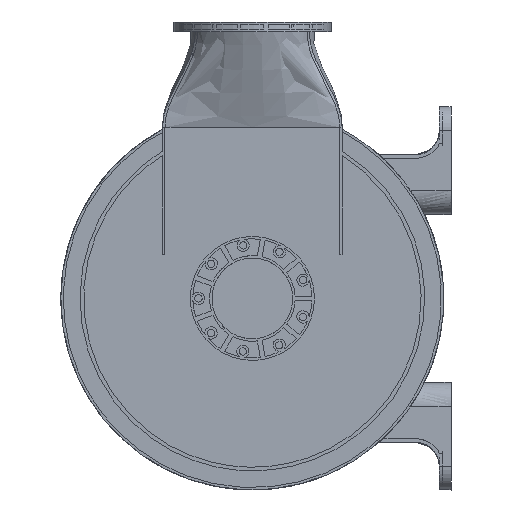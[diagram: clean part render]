
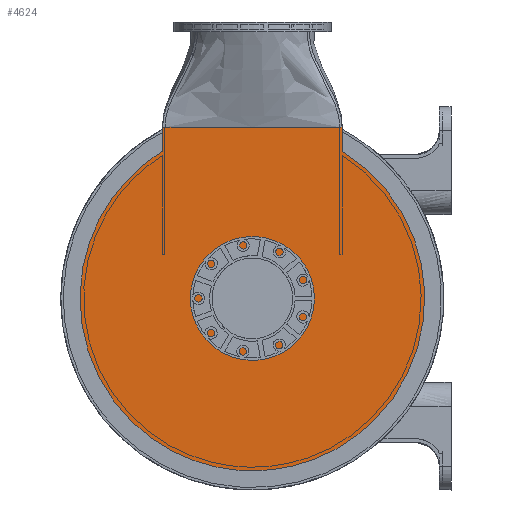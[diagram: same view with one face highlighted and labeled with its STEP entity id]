
A CAD part, left-side view. The second image highlights one B-rep face of the part: STEP entity #4624.
In plain terms, the highlighted free-form (B-spline) face has degree [1, 1] with [2, 2] control points.
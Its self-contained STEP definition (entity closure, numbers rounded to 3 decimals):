
#4540 = VERTEX_POINT('',#4541);
#4541 = CARTESIAN_POINT('',(-1243.236,-192.536,
    -137.618));
#4548 = EDGE_CURVE('',#4549,#4540,#4551,.T.);
#4549 = VERTEX_POINT('',#4550);
#4550 = CARTESIAN_POINT('',(-1243.235,-192.536,
    -161.109));
#4551 = B_SPLINE_CURVE_WITH_KNOTS('',1,(#4552,#4553),.UNSPECIFIED.,.F.,
  .F.,(2,2),(100.,120.),.PIECEWISE_BEZIER_KNOTS.);
#4552 = CARTESIAN_POINT('',(-1243.235,-192.536,
    -161.109));
#4553 = CARTESIAN_POINT('',(-1243.235,-192.536,
    -137.618));
#4598 = VERTEX_POINT('',#4599);
#4599 = CARTESIAN_POINT('',(-1243.235,-16.357,
    -161.109));
#4604 = EDGE_CURVE('',#4598,#4605,#4607,.T.);
#4605 = VERTEX_POINT('',#4606);
#4606 = CARTESIAN_POINT('',(-1243.236,-16.357,
    -137.618));
#4607 = B_SPLINE_CURVE_WITH_KNOTS('',1,(#4608,#4609),.UNSPECIFIED.,.F.,
  .F.,(2,2),(100.,120.),.PIECEWISE_BEZIER_KNOTS.);
#4608 = CARTESIAN_POINT('',(-1243.235,-16.357,
    -161.109));
#4609 = CARTESIAN_POINT('',(-1243.235,-16.357,
    -137.618));
#4624 = ADVANCED_FACE('',(#4625,#4660),#4674,.T.);
#4625 = FACE_BOUND('',#4626,.T.);
#4626 = EDGE_LOOP('',(#4627,#4628,#4637,#4644,#4651,#4652));
#4627 = ORIENTED_EDGE('',*,*,#4548,.T.);
#4628 = ORIENTED_EDGE('',*,*,#4629,.T.);
#4629 = EDGE_CURVE('',#4540,#4630,#4632,.T.);
#4630 = VERTEX_POINT('',#4631);
#4631 = CARTESIAN_POINT('',(-1243.235,-190.187,
    -137.618));
#4632 = B_SPLINE_CURVE_WITH_KNOTS('',3,(#4633,#4634,#4635,#4636),
  .UNSPECIFIED.,.F.,.F.,(4,4),(0.,1.),.PIECEWISE_BEZIER_KNOTS.);
#4633 = CARTESIAN_POINT('',(-1243.236,-192.536,
    -137.618));
#4634 = CARTESIAN_POINT('',(-1243.235,-191.753,
    -137.618));
#4635 = CARTESIAN_POINT('',(-1243.235,-190.97,
    -137.618));
#4636 = CARTESIAN_POINT('',(-1243.235,-190.187,
    -137.618));
#4637 = ORIENTED_EDGE('',*,*,#4638,.T.);
#4638 = EDGE_CURVE('',#4630,#4639,#4641,.T.);
#4639 = VERTEX_POINT('',#4640);
#4640 = CARTESIAN_POINT('',(-1243.235,-18.707,
    -137.618));
#4641 = B_SPLINE_CURVE_WITH_KNOTS('',1,(#4642,#4643),.UNSPECIFIED.,.F.,
  .F.,(2,2),(2.,148.),.PIECEWISE_BEZIER_KNOTS.);
#4642 = CARTESIAN_POINT('',(-1243.235,-190.187,
    -137.618));
#4643 = CARTESIAN_POINT('',(-1243.235,-18.707,
    -137.618));
#4644 = ORIENTED_EDGE('',*,*,#4645,.T.);
#4645 = EDGE_CURVE('',#4639,#4605,#4646,.T.);
#4646 = B_SPLINE_CURVE_WITH_KNOTS('',3,(#4647,#4648,#4649,#4650),
  .UNSPECIFIED.,.F.,.F.,(4,4),(0.,1.),.PIECEWISE_BEZIER_KNOTS.);
#4647 = CARTESIAN_POINT('',(-1243.235,-18.707,
    -137.618));
#4648 = CARTESIAN_POINT('',(-1243.235,-17.923,
    -137.618));
#4649 = CARTESIAN_POINT('',(-1243.235,-17.14,
    -137.618));
#4650 = CARTESIAN_POINT('',(-1243.236,-16.357,
    -137.618));
#4651 = ORIENTED_EDGE('',*,*,#4604,.F.);
#4652 = ORIENTED_EDGE('',*,*,#4653,.F.);
#4653 = EDGE_CURVE('',#4549,#4598,#4654,.T.);
#4654 = ( BOUNDED_CURVE() B_SPLINE_CURVE(2,(#4655,#4656,#4657,#4658,
#4659),.UNSPECIFIED.,.F.,.F.) B_SPLINE_CURVE_WITH_KNOTS((3,2,3),(
    3.689,6.283,8.877),
.PIECEWISE_BEZIER_KNOTS.) CURVE() GEOMETRIC_REPRESENTATION_ITEM() 
RATIONAL_B_SPLINE_CURVE((1.,0.271,1.,0.271,1.)) 
REPRESENTATION_ITEM('') );
#4655 = CARTESIAN_POINT('',(-1243.235,-192.536,
    -161.109));
#4656 = CARTESIAN_POINT('',(-1243.235,-706.391,
    -474.621));
#4657 = CARTESIAN_POINT('',(-1243.235,-104.447,
    -474.621));
#4658 = CARTESIAN_POINT('',(-1243.235,497.497,
    -474.621));
#4659 = CARTESIAN_POINT('',(-1243.235,-16.357,
    -161.109));
#4660 = FACE_BOUND('',#4661,.T.);
#4661 = EDGE_LOOP('',(#4662));
#4662 = ORIENTED_EDGE('',*,*,#4663,.F.);
#4663 = EDGE_CURVE('',#4664,#4664,#4666,.T.);
#4664 = VERTEX_POINT('',#4665);
#4665 = CARTESIAN_POINT('',(-1243.235,-147.611,
    -305.49));
#4666 = ( BOUNDED_CURVE() B_SPLINE_CURVE(2,(#4667,#4668,#4669,#4670,
#4671,#4672,#4673),.UNSPECIFIED.,.T.,.F.) B_SPLINE_CURVE_WITH_KNOTS((1,2
    ,2,2,2,1),(-2.094,0.,2.094,4.189,
6.283,8.378),.UNSPECIFIED.) CURVE() 
GEOMETRIC_REPRESENTATION_ITEM() RATIONAL_B_SPLINE_CURVE((1.,0.5,1.,0.5,
1.,0.5,1.)) REPRESENTATION_ITEM('') );
#4667 = CARTESIAN_POINT('',(-1243.235,-147.611,
    -305.49));
#4668 = CARTESIAN_POINT('',(-1243.235,-147.611,
    -230.728));
#4669 = CARTESIAN_POINT('',(-1243.235,-82.865,
    -268.109));
#4670 = CARTESIAN_POINT('',(-1243.235,-18.119,
    -305.49));
#4671 = CARTESIAN_POINT('',(-1243.235,-82.865,
    -342.871));
#4672 = CARTESIAN_POINT('',(-1243.235,-147.611,
    -380.251));
#4673 = CARTESIAN_POINT('',(-1243.235,-147.611,
    -305.49));
#4674 = B_SPLINE_SURFACE_WITH_KNOTS('',1,1,(
    (#4675,#4676)
    ,(#4677,#4678
    )),.UNSPECIFIED.,.F.,.F.,.F.,(2,2),(2,2),(-120.,166.927),(
    -219.,69.),.PIECEWISE_BEZIER_KNOTS.);
#4675 = CARTESIAN_POINT('',(-1243.235,64.685,
    -137.618));
#4676 = CARTESIAN_POINT('',(-1243.235,-273.579,
    -137.618));
#4677 = CARTESIAN_POINT('',(-1243.235,64.685,
    -474.621));
#4678 = CARTESIAN_POINT('',(-1243.235,-273.579,
    -474.621));
